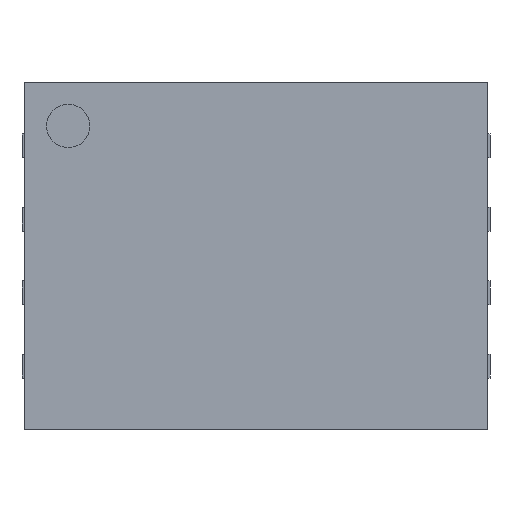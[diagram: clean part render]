
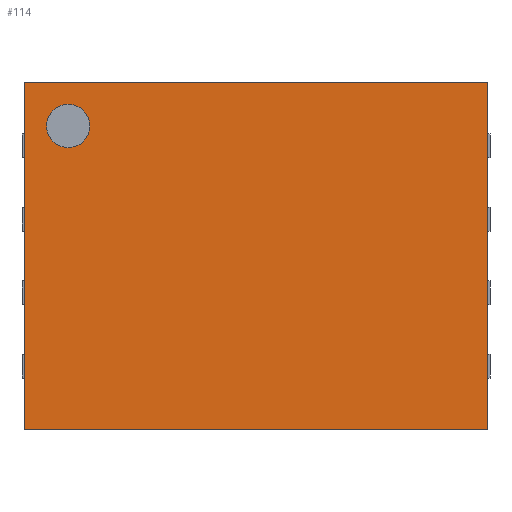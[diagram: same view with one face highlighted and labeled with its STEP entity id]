
A CAD part, top view. The second image highlights one B-rep face of the part: STEP entity #114.
In plain terms, the highlighted planar face has unit normal (0, 0, 1).
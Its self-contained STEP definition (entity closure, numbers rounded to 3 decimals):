
#50 = VERTEX_POINT('',#51);
#51 = CARTESIAN_POINT('',(-4.,-3.,0.8));
#66 = VERTEX_POINT('',#67);
#67 = CARTESIAN_POINT('',(-4.,3.,0.8));
#73 = EDGE_CURVE('',#50,#66,#74,.T.);
#74 = LINE('',#75,#76);
#75 = CARTESIAN_POINT('',(-4.,-3.,0.8));
#76 = VECTOR('',#77,1.);
#77 = DIRECTION('',(0.,1.,0.));
#96 = EDGE_CURVE('',#50,#97,#99,.T.);
#97 = VERTEX_POINT('',#98);
#98 = CARTESIAN_POINT('',(4.,-3.,0.8));
#99 = LINE('',#100,#101);
#100 = CARTESIAN_POINT('',(-4.,-3.,0.8));
#101 = VECTOR('',#102,1.);
#102 = DIRECTION('',(1.,0.,0.));
#114 = ADVANCED_FACE('',(#115,#133),#144,.T.);
#115 = FACE_BOUND('',#116,.T.);
#116 = EDGE_LOOP('',(#117,#118,#119,#127));
#117 = ORIENTED_EDGE('',*,*,#73,.F.);
#118 = ORIENTED_EDGE('',*,*,#96,.T.);
#119 = ORIENTED_EDGE('',*,*,#120,.T.);
#120 = EDGE_CURVE('',#97,#121,#123,.T.);
#121 = VERTEX_POINT('',#122);
#122 = CARTESIAN_POINT('',(4.,3.,0.8));
#123 = LINE('',#124,#125);
#124 = CARTESIAN_POINT('',(4.,-3.,0.8));
#125 = VECTOR('',#126,1.);
#126 = DIRECTION('',(0.,1.,0.));
#127 = ORIENTED_EDGE('',*,*,#128,.F.);
#128 = EDGE_CURVE('',#66,#121,#129,.T.);
#129 = LINE('',#130,#131);
#130 = CARTESIAN_POINT('',(-4.,3.,0.8));
#131 = VECTOR('',#132,1.);
#132 = DIRECTION('',(1.,0.,0.));
#133 = FACE_BOUND('',#134,.T.);
#134 = EDGE_LOOP('',(#135));
#135 = ORIENTED_EDGE('',*,*,#136,.F.);
#136 = EDGE_CURVE('',#137,#137,#139,.T.);
#137 = VERTEX_POINT('',#138);
#138 = CARTESIAN_POINT('',(-2.875,2.25,0.8));
#139 = CIRCLE('',#140,0.375);
#140 = AXIS2_PLACEMENT_3D('',#141,#142,#143);
#141 = CARTESIAN_POINT('',(-3.25,2.25,0.8));
#142 = DIRECTION('',(0.,0.,1.));
#143 = DIRECTION('',(1.,0.,-0.));
#144 = PLANE('',#145);
#145 = AXIS2_PLACEMENT_3D('',#146,#147,#148);
#146 = CARTESIAN_POINT('',(-4.,-3.,0.8));
#147 = DIRECTION('',(0.,0.,1.));
#148 = DIRECTION('',(1.,0.,-0.));
